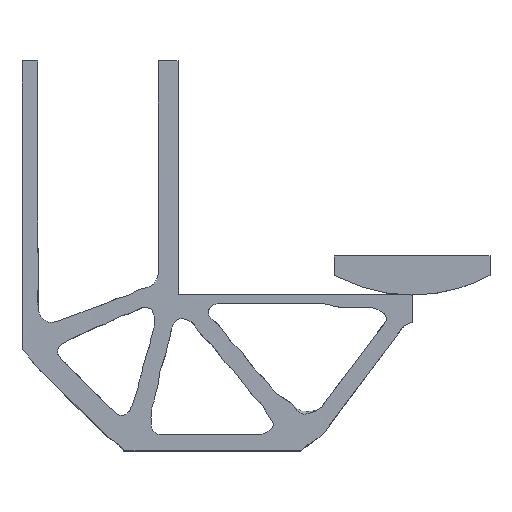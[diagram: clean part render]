
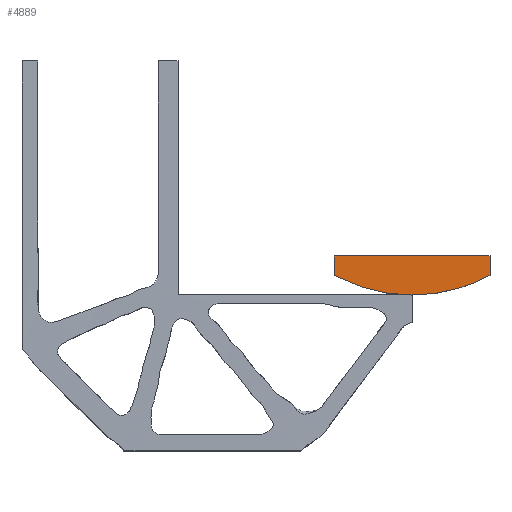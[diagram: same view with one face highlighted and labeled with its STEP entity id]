
A CAD part, top view. The second image highlights one B-rep face of the part: STEP entity #4889.
In plain terms, the highlighted planar face has unit normal (0, 0, -1).
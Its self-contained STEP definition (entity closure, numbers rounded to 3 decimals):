
#4794 = CARTESIAN_POINT('', (120.,50.,1.));
#4795 = VERTEX_POINT('', #4794);
#4803 = CARTESIAN_POINT('', (120.,45.,1.));
#4804 = VERTEX_POINT('', #4803);
#4805 = CARTESIAN_POINT('', (120.,50.,1.));
#4806 = CARTESIAN_POINT('', (120.005,48.331,0.998));
#4807 = CARTESIAN_POINT('', (119.99,46.663,0.998));
#4808 = CARTESIAN_POINT('', (120.006,44.994,1.003));
#4809 = (BOUNDED_CURVE() B_SPLINE_CURVE(3,(#4805,#4806,#4807,#4808),.UNSPECIFIED.,.F.,.F.) B_SPLINE_CURVE_WITH_KNOTS((4,4),(0.,1.),.UNSPECIFIED.) CURVE() GEOMETRIC_REPRESENTATION_ITEM() RATIONAL_B_SPLINE_CURVE((1.,1.,1.,1.)) REPRESENTATION_ITEM(''));
#4810 = EDGE_CURVE('', #4795, #4804, #4809, .T.);
#4856 = CARTESIAN_POINT('', (100.,45.683,1.));
#4857 = DIRECTION('', (0.,0.,1.));
#4858 = DIRECTION('', (0.,-1.,0.));
#4859 = AXIS2_PLACEMENT_3D('', #4856, #4857, #4858);
#4860 = PLANE('', #4859);
#4861 = CARTESIAN_POINT('', (80.,50.,1.));
#4862 = VERTEX_POINT('', #4861);
#4863 = CARTESIAN_POINT('', (80.,50.,1.));
#4864 = CARTESIAN_POINT('', (93.333,50.,1.));
#4865 = CARTESIAN_POINT('', (106.667,50.,1.));
#4866 = CARTESIAN_POINT('', (120.,50.,1.));
#4867 = (BOUNDED_CURVE() B_SPLINE_CURVE(3,(#4863,#4864,#4865,#4866),.UNSPECIFIED.,.F.,.F.) B_SPLINE_CURVE_WITH_KNOTS((4,4),(0.,1.),.UNSPECIFIED.) CURVE() GEOMETRIC_REPRESENTATION_ITEM() RATIONAL_B_SPLINE_CURVE((1.,1.,1.,1.)) REPRESENTATION_ITEM(''));
#4868 = EDGE_CURVE('', #4862, #4795, #4867, .T.);
#4869 = ORIENTED_EDGE('', *,*, #4868, .T.);
#4870 = CARTESIAN_POINT('', (80.,45.,1.));
#4871 = VERTEX_POINT('', #4870);
#4872 = CARTESIAN_POINT('', (80.,50.,1.));
#4873 = CARTESIAN_POINT('', (79.995,48.331,0.999));
#4874 = CARTESIAN_POINT('', (80.009,46.663,0.997));
#4875 = CARTESIAN_POINT('', (79.994,44.994,1.003));
#4876 = (BOUNDED_CURVE() B_SPLINE_CURVE(3,(#4872,#4873,#4874,#4875),.UNSPECIFIED.,.F.,.F.) B_SPLINE_CURVE_WITH_KNOTS((4,4),(0.,1.),.UNSPECIFIED.) CURVE() GEOMETRIC_REPRESENTATION_ITEM() RATIONAL_B_SPLINE_CURVE((1.,1.,1.,1.)) REPRESENTATION_ITEM(''));
#4877 = EDGE_CURVE('', #4862, #4871, #4876, .T.);
#4878 = ORIENTED_EDGE('', *,*, #4877, .F.);
#4879 = CARTESIAN_POINT('', (79.994,44.994,1.003));
#4880 = CARTESIAN_POINT('', (92.889,38.311,1.004));
#4881 = CARTESIAN_POINT('', (107.13,38.312,1.004));
#4882 = CARTESIAN_POINT('', (120.006,44.994,1.003));
#4883 = (BOUNDED_CURVE() B_SPLINE_CURVE(3,(#4879,#4880,#4881,#4882),.UNSPECIFIED.,.F.,.F.) B_SPLINE_CURVE_WITH_KNOTS((4,4),(0.,1.),.UNSPECIFIED.) CURVE() GEOMETRIC_REPRESENTATION_ITEM() RATIONAL_B_SPLINE_CURVE((1.,1.,1.,1.)) REPRESENTATION_ITEM(''));
#4884 = EDGE_CURVE('', #4871, #4804, #4883, .T.);
#4885 = ORIENTED_EDGE('', *,*, #4884, .F.);
#4886 = ORIENTED_EDGE('', *,*, #4810, .T.);
#4887 = EDGE_LOOP('', (#4869,#4878,#4885,#4886));
#4888 = FACE_OUTER_BOUND('', #4887, .T.);
#4889 = ADVANCED_FACE('', (#4888), #4860, .F.);
